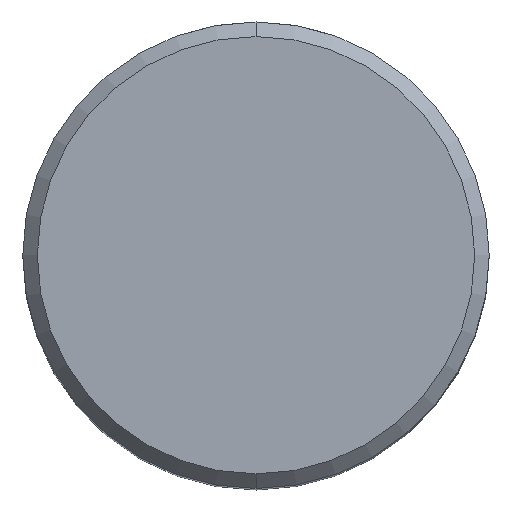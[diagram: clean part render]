
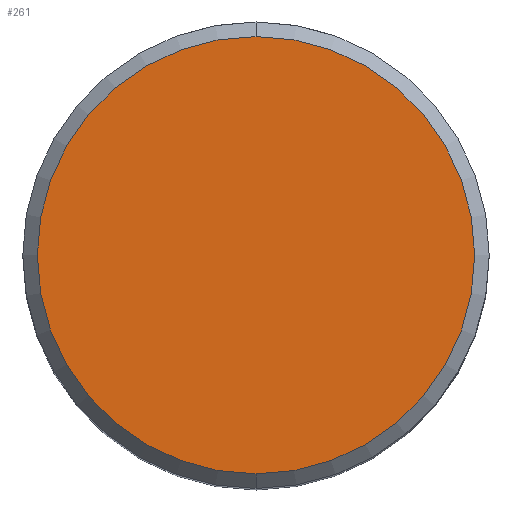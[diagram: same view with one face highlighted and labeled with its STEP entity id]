
A CAD part, top view. The second image highlights one B-rep face of the part: STEP entity #261.
In plain terms, the highlighted planar face has unit normal (0, 0, 1).
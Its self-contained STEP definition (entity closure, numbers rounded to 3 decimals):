
#199=EDGE_CURVE('',#345,#431,#507,.T.);
#261=ADVANCED_FACE('',(#579),#580,.T.);
#283=EDGE_CURVE('',#431,#345,#602,.T.);
#345=VERTEX_POINT('',#669);
#431=VERTEX_POINT('',#763);
#507=CIRCLE('',#906,15.0);
#579=FACE_OUTER_BOUND('',#1005,.T.);
#580=PLANE('',#1006);
#602=CIRCLE('',#1037,15.0);
#669=CARTESIAN_POINT('',(0.,-15.0,0.0));
#763=CARTESIAN_POINT('',(0.0,15.0,0.0));
#906=AXIS2_PLACEMENT_3D('',#1620,#1621,#1622);
#1005=EDGE_LOOP('',(#1723,#1724));
#1006=AXIS2_PLACEMENT_3D('',#1725,#1726,#1727);
#1037=AXIS2_PLACEMENT_3D('',#1737,#1738,#1739);
#1620=CARTESIAN_POINT('',(0.0,0.0,0.0));
#1621=DIRECTION('',(0.0,0.0,-1.0));
#1622=DIRECTION('',(0.0,1.0,0.0));
#1723=ORIENTED_EDGE('',*,*,#283,.F.);
#1724=ORIENTED_EDGE('',*,*,#199,.F.);
#1725=CARTESIAN_POINT('',(0.0,7.5,0.0));
#1726=DIRECTION('',(-0.0,0.0,1.0));
#1727=DIRECTION('',(0.0,-1.0,0.0));
#1737=CARTESIAN_POINT('',(0.0,0.0,0.0));
#1738=DIRECTION('',(0.0,0.0,-1.0));
#1739=DIRECTION('',(0.0,1.0,0.0));
